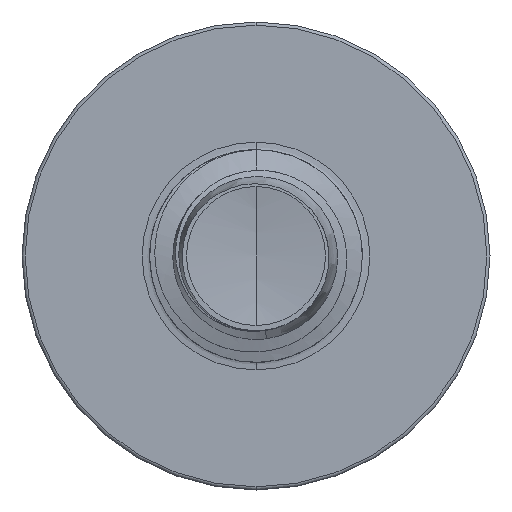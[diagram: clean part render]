
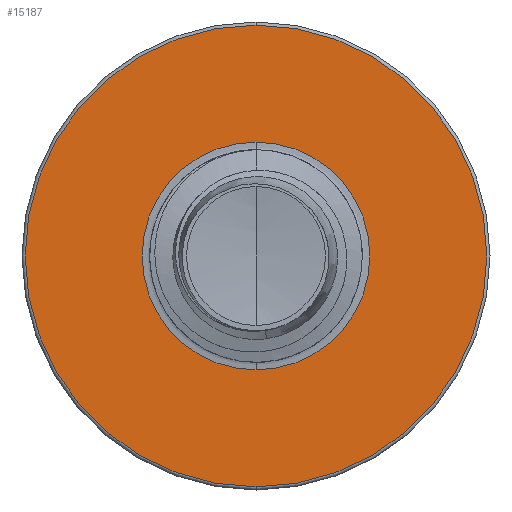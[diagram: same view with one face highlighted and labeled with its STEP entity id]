
A CAD part, front view. The second image highlights one B-rep face of the part: STEP entity #15187.
In plain terms, the highlighted planar face has unit normal (0, -1, 0).
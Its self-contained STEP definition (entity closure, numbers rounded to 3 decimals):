
#1466 = AXIS2_PLACEMENT_3D ( 'NONE', #2723, #2718, #2683 ) ;
#2139 = VERTEX_POINT ( 'NONE', #7907 ) ;
#2575 = VERTEX_POINT ( 'NONE', #7309 ) ;
#2683 = DIRECTION ( 'NONE',  ( 0., 0., 1. ) ) ;
#2718 = DIRECTION ( 'NONE',  ( 0., 1., 0. ) ) ;
#2723 = CARTESIAN_POINT ( 'NONE',  ( 0., 5.5, 0. ) ) ;
#2930 = DIRECTION ( 'NONE',  ( 0., 0., 1. ) ) ;
#2964 = DIRECTION ( 'NONE',  ( 0., 1., 0. ) ) ;
#2993 = CARTESIAN_POINT ( 'NONE',  ( 0., 5.5, 0. ) ) ;
#3066 = AXIS2_PLACEMENT_3D ( 'NONE', #2993, #2964, #2930 ) ;
#3436 = FACE_OUTER_BOUND ( 'NONE', #8259, .T. ) ;
#4657 = AXIS2_PLACEMENT_3D ( 'NONE', #14885, #14883, #14856 ) ;
#4992 = DIRECTION ( 'NONE',  ( 0., 0., 1. ) ) ;
#5014 = DIRECTION ( 'NONE',  ( 0., 1., 0. ) ) ;
#5020 = CARTESIAN_POINT ( 'NONE',  ( 0., 5.5, 0. ) ) ;
#5133 = CIRCLE ( 'NONE', #3066, 2.677 ) ;
#7309 = CARTESIAN_POINT ( 'NONE',  ( 0., 5.5, -5.425 ) ) ;
#7335 = AXIS2_PLACEMENT_3D ( 'NONE', #13785, #14692, #10398 ) ;
#7881 = CIRCLE ( 'NONE', #10065, 5.425 ) ;
#7907 = CARTESIAN_POINT ( 'NONE',  ( 0., 5.5, 2.677 ) ) ;
#7990 = CIRCLE ( 'NONE', #1466, 5.425 ) ;
#8259 = EDGE_LOOP ( 'NONE', ( #11505, #11545 ) ) ;
#8670 = EDGE_CURVE ( 'NONE', #11660, #2575, #7881, .T. ) ;
#9910 = CARTESIAN_POINT ( 'NONE',  ( 0., 5.5, 5.425 ) ) ;
#10065 = AXIS2_PLACEMENT_3D ( 'NONE', #5020, #5014, #4992 ) ;
#10087 = VERTEX_POINT ( 'NONE', #10931 ) ;
#10398 = DIRECTION ( 'NONE',  ( 0., 0., 1. ) ) ;
#10646 = EDGE_LOOP ( 'NONE', ( #11572, #11611 ) ) ;
#10931 = CARTESIAN_POINT ( 'NONE',  ( 0., 5.5, -2.677 ) ) ;
#11505 = ORIENTED_EDGE ( 'NONE', *, *, #8670, .F. ) ;
#11545 = ORIENTED_EDGE ( 'NONE', *, *, #13686, .F. ) ;
#11572 = ORIENTED_EDGE ( 'NONE', *, *, #13665, .T. ) ;
#11608 = FACE_BOUND ( 'NONE', #10646, .T. ) ;
#11611 = ORIENTED_EDGE ( 'NONE', *, *, #12687, .T. ) ;
#11660 = VERTEX_POINT ( 'NONE', #9910 ) ;
#12277 = CIRCLE ( 'NONE', #4657, 2.677 ) ;
#12631 = PLANE ( 'NONE',  #7335 ) ;
#12687 = EDGE_CURVE ( 'NONE', #10087, #2139, #12277, .T. ) ;
#13665 = EDGE_CURVE ( 'NONE', #2139, #10087, #5133, .T. ) ;
#13686 = EDGE_CURVE ( 'NONE', #2575, #11660, #7990, .T. ) ;
#13785 = CARTESIAN_POINT ( 'NONE',  ( 0., 5.5, -2.677 ) ) ;
#14692 = DIRECTION ( 'NONE',  ( 0., 1., 0. ) ) ;
#14856 = DIRECTION ( 'NONE',  ( 0., 0., 1. ) ) ;
#14883 = DIRECTION ( 'NONE',  ( 0., 1., 0. ) ) ;
#14885 = CARTESIAN_POINT ( 'NONE',  ( 0., 5.5, 0. ) ) ;
#15187 = ADVANCED_FACE ( 'NONE', ( #3436, #11608 ), #12631, .F. ) ;
